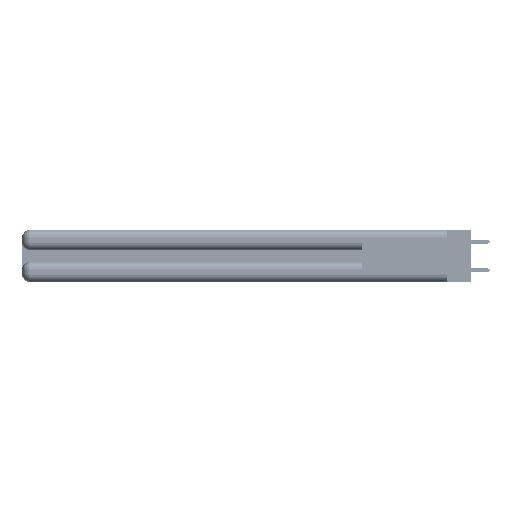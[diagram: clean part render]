
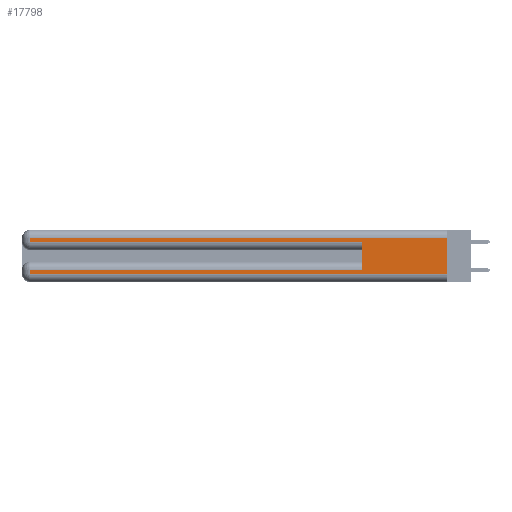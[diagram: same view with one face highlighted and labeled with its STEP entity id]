
A CAD part, left-side view. The second image highlights one B-rep face of the part: STEP entity #17798.
In plain terms, the highlighted planar face has unit normal (-1, 0, 0).
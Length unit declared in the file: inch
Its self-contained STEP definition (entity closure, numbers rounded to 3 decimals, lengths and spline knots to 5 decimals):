
#71 = LINE ( 'NONE', #16150, #723 ) ;
#107 = VERTEX_POINT ( 'NONE', #3366 ) ;
#660 = VECTOR ( 'NONE', #14054, 39.37008 ) ;
#723 = VECTOR ( 'NONE', #20584, 39.37008 ) ;
#2130 = ORIENTED_EDGE ( 'NONE', *, *, #11722, .T. ) ;
#2570 = VECTOR ( 'NONE', #29493, 39.37008 ) ;
#3366 = CARTESIAN_POINT ( 'NONE',  ( 0., 2.94, 0.085 ) ) ;
#4794 = LINE ( 'NONE', #5647, #8782 ) ;
#5254 = CARTESIAN_POINT ( 'NONE',  ( 0., 0.6, 0.145 ) ) ;
#5647 = CARTESIAN_POINT ( 'NONE',  ( 0., 0., 0.31 ) ) ;
#5920 = LINE ( 'NONE', #25175, #2570 ) ;
#6134 = DIRECTION ( 'NONE',  ( 0., 1., 0. ) ) ;
#7074 = EDGE_CURVE ( 'NONE', #26116, #38889, #5920, .T. ) ;
#7532 = ORIENTED_EDGE ( 'NONE', *, *, #34637, .T. ) ;
#8738 = DIRECTION ( 'NONE',  ( 1., 0., 0. ) ) ;
#8782 = VECTOR ( 'NONE', #48895, 39.37008 ) ;
#9916 = DIRECTION ( 'NONE',  ( 0., 0., 1. ) ) ;
#10193 = CARTESIAN_POINT ( 'NONE',  ( 0., 2.94, 0.37 ) ) ;
#11722 = EDGE_CURVE ( 'NONE', #26116, #34756, #4794, .T. ) ;
#13018 = VERTEX_POINT ( 'NONE', #48609 ) ;
#13393 = LINE ( 'NONE', #5254, #37483 ) ;
#13804 = CARTESIAN_POINT ( 'NONE',  ( 0., 0., 0.31 ) ) ;
#14054 = DIRECTION ( 'NONE',  ( 0., -1., 0. ) ) ;
#15097 = CARTESIAN_POINT ( 'NONE',  ( 0., 0.6, 0.085 ) ) ;
#16129 = ORIENTED_EDGE ( 'NONE', *, *, #55094, .T. ) ;
#16150 = CARTESIAN_POINT ( 'NONE',  ( 0., 0., 0.285 ) ) ;
#16962 = PLANE ( 'NONE',  #49731 ) ;
#17073 = ORIENTED_EDGE ( 'NONE', *, *, #20924, .F. ) ;
#17354 = CARTESIAN_POINT ( 'NONE',  ( 0., 2.94, 0.285 ) ) ;
#17798 = ADVANCED_FACE ( 'NONE', ( #49668 ), #16962, .F. ) ;
#18453 = ORIENTED_EDGE ( 'NONE', *, *, #25454, .T. ) ;
#19647 = EDGE_CURVE ( 'NONE', #35904, #107, #52243, .T. ) ;
#19943 = LINE ( 'NONE', #39609, #660 ) ;
#20584 = DIRECTION ( 'NONE',  ( 0., -1., 0. ) ) ;
#20924 = EDGE_CURVE ( 'NONE', #35904, #37692, #13393, .T. ) ;
#21969 = CARTESIAN_POINT ( 'NONE',  ( 0., 0., 0.37 ) ) ;
#24559 = ORIENTED_EDGE ( 'NONE', *, *, #19647, .T. ) ;
#25175 = CARTESIAN_POINT ( 'NONE',  ( 0., 0., 0.37 ) ) ;
#25363 = ORIENTED_EDGE ( 'NONE', *, *, #35473, .T. ) ;
#25454 = EDGE_CURVE ( 'NONE', #13018, #38889, #19943, .T. ) ;
#26116 = VERTEX_POINT ( 'NONE', #13804 ) ;
#26720 = EDGE_LOOP ( 'NONE', ( #52301, #2130, #7532, #16129, #17073, #24559, #25363, #18453 ) ) ;
#27362 = DIRECTION ( 'NONE',  ( 0., 0., -1. ) ) ;
#27524 = VECTOR ( 'NONE', #27362, 39.37008 ) ;
#29493 = DIRECTION ( 'NONE',  ( 0., 0., -1. ) ) ;
#31714 = CARTESIAN_POINT ( 'NONE',  ( 0., 0., 0.085 ) ) ;
#33523 = VERTEX_POINT ( 'NONE', #17354 ) ;
#34111 = LINE ( 'NONE', #46428, #48751 ) ;
#34157 = DIRECTION ( 'NONE',  ( 0., 0., -1. ) ) ;
#34637 = EDGE_CURVE ( 'NONE', #34756, #33523, #37561, .T. ) ;
#34756 = VERTEX_POINT ( 'NONE', #36713 ) ;
#35473 = EDGE_CURVE ( 'NONE', #107, #13018, #34111, .T. ) ;
#35904 = VERTEX_POINT ( 'NONE', #15097 ) ;
#36713 = CARTESIAN_POINT ( 'NONE',  ( 0., 2.94, 0.31 ) ) ;
#37483 = VECTOR ( 'NONE', #9916, 39.37008 ) ;
#37561 = LINE ( 'NONE', #10193, #27524 ) ;
#37692 = VERTEX_POINT ( 'NONE', #55207 ) ;
#38889 = VERTEX_POINT ( 'NONE', #43135 ) ;
#39609 = CARTESIAN_POINT ( 'NONE',  ( 0., 0., 0.06 ) ) ;
#40917 = VECTOR ( 'NONE', #6134, 39.37008 ) ;
#43135 = CARTESIAN_POINT ( 'NONE',  ( 0., 0., 0.06 ) ) ;
#46428 = CARTESIAN_POINT ( 'NONE',  ( 0., 2.94, 0.37 ) ) ;
#47160 = DIRECTION ( 'NONE',  ( 0., 0., -1. ) ) ;
#48609 = CARTESIAN_POINT ( 'NONE',  ( 0., 2.94, 0.06 ) ) ;
#48751 = VECTOR ( 'NONE', #34157, 39.37008 ) ;
#48895 = DIRECTION ( 'NONE',  ( 0., 1., 0. ) ) ;
#49668 = FACE_OUTER_BOUND ( 'NONE', #26720, .T. ) ;
#49731 = AXIS2_PLACEMENT_3D ( 'NONE', #21969, #8738, #47160 ) ;
#52243 = LINE ( 'NONE', #31714, #40917 ) ;
#52301 = ORIENTED_EDGE ( 'NONE', *, *, #7074, .F. ) ;
#55094 = EDGE_CURVE ( 'NONE', #33523, #37692, #71, .T. ) ;
#55207 = CARTESIAN_POINT ( 'NONE',  ( 0., 0.6, 0.285 ) ) ;
